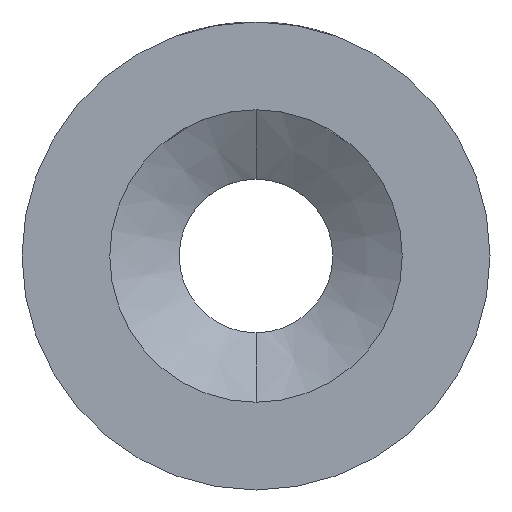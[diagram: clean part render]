
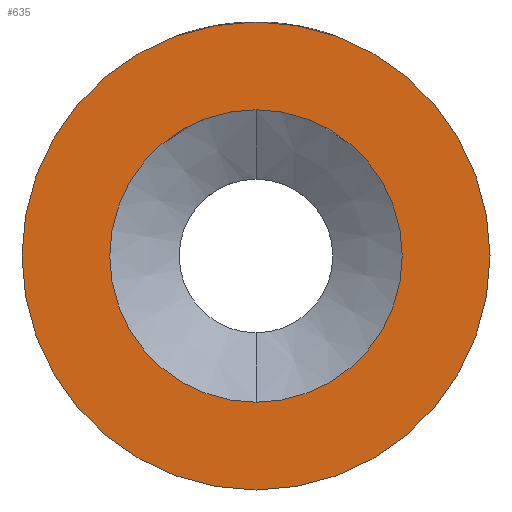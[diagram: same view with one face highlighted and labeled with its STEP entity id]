
A CAD part, front view. The second image highlights one B-rep face of the part: STEP entity #635.
In plain terms, the highlighted planar face has unit normal (0, -1, 0).
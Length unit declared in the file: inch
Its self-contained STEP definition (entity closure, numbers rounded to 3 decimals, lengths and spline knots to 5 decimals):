
#17 = EDGE_CURVE ( 'NONE', #421, #431, #561, .T. ) ;
#67 = CARTESIAN_POINT ( 'NONE',  ( 0., 0., -0.3 ) ) ;
#80 = CARTESIAN_POINT ( 'NONE',  ( 0., 0., 0.1875 ) ) ;
#149 = CIRCLE ( 'NONE', #185, 0.3 ) ;
#151 = DIRECTION ( 'NONE',  ( 0., 0., 1. ) ) ;
#153 = DIRECTION ( 'NONE',  ( 0., 1., 0. ) ) ;
#159 = CARTESIAN_POINT ( 'NONE',  ( 0., 0., 0. ) ) ;
#185 = AXIS2_PLACEMENT_3D ( 'NONE', #159, #153, #151 ) ;
#207 = CIRCLE ( 'NONE', #364, 0.1875 ) ;
#245 = FACE_OUTER_BOUND ( 'NONE', #420, .T. ) ;
#260 = FACE_BOUND ( 'NONE', #374, .T. ) ;
#298 = CIRCLE ( 'NONE', #389, 0.1875 ) ;
#352 = VERTEX_POINT ( 'NONE', #80 ) ;
#363 = AXIS2_PLACEMENT_3D ( 'NONE', #510, #500, #440 ) ;
#364 = AXIS2_PLACEMENT_3D ( 'NONE', #371, #368, #367 ) ;
#367 = DIRECTION ( 'NONE',  ( 0., 0., -1. ) ) ;
#368 = DIRECTION ( 'NONE',  ( 0., -1., 0. ) ) ;
#371 = CARTESIAN_POINT ( 'NONE',  ( 0., 0., 0. ) ) ;
#374 = EDGE_LOOP ( 'NONE', ( #734, #557 ) ) ;
#389 = AXIS2_PLACEMENT_3D ( 'NONE', #553, #546, #489 ) ;
#420 = EDGE_LOOP ( 'NONE', ( #695, #597 ) ) ;
#421 = VERTEX_POINT ( 'NONE', #67 ) ;
#431 = VERTEX_POINT ( 'NONE', #619 ) ;
#440 = DIRECTION ( 'NONE',  ( 0., 0., 1. ) ) ;
#489 = DIRECTION ( 'NONE',  ( 0., 0., -1. ) ) ;
#500 = DIRECTION ( 'NONE',  ( 0., 1., 0. ) ) ;
#509 = AXIS2_PLACEMENT_3D ( 'NONE', #681, #660, #645 ) ;
#510 = CARTESIAN_POINT ( 'NONE',  ( 0., 0., 0. ) ) ;
#511 = CARTESIAN_POINT ( 'NONE',  ( 0., 0., -0.1875 ) ) ;
#546 = DIRECTION ( 'NONE',  ( 0., -1., 0. ) ) ;
#553 = CARTESIAN_POINT ( 'NONE',  ( 0., 0., 0. ) ) ;
#557 = ORIENTED_EDGE ( 'NONE', *, *, #690, .F. ) ;
#561 = CIRCLE ( 'NONE', #509, 0.3 ) ;
#597 = ORIENTED_EDGE ( 'NONE', *, *, #772, .F. ) ;
#610 = EDGE_CURVE ( 'NONE', #657, #352, #298, .T. ) ;
#619 = CARTESIAN_POINT ( 'NONE',  ( 0., 0., 0.3 ) ) ;
#635 = ADVANCED_FACE ( 'NONE', ( #260, #245 ), #775, .F. ) ;
#645 = DIRECTION ( 'NONE',  ( 0., 0., 1. ) ) ;
#657 = VERTEX_POINT ( 'NONE', #511 ) ;
#660 = DIRECTION ( 'NONE',  ( 0., 1., 0. ) ) ;
#681 = CARTESIAN_POINT ( 'NONE',  ( 0., 0., 0. ) ) ;
#690 = EDGE_CURVE ( 'NONE', #352, #657, #207, .T. ) ;
#695 = ORIENTED_EDGE ( 'NONE', *, *, #17, .F. ) ;
#734 = ORIENTED_EDGE ( 'NONE', *, *, #610, .F. ) ;
#772 = EDGE_CURVE ( 'NONE', #431, #421, #149, .T. ) ;
#775 = PLANE ( 'NONE',  #363 ) ;
